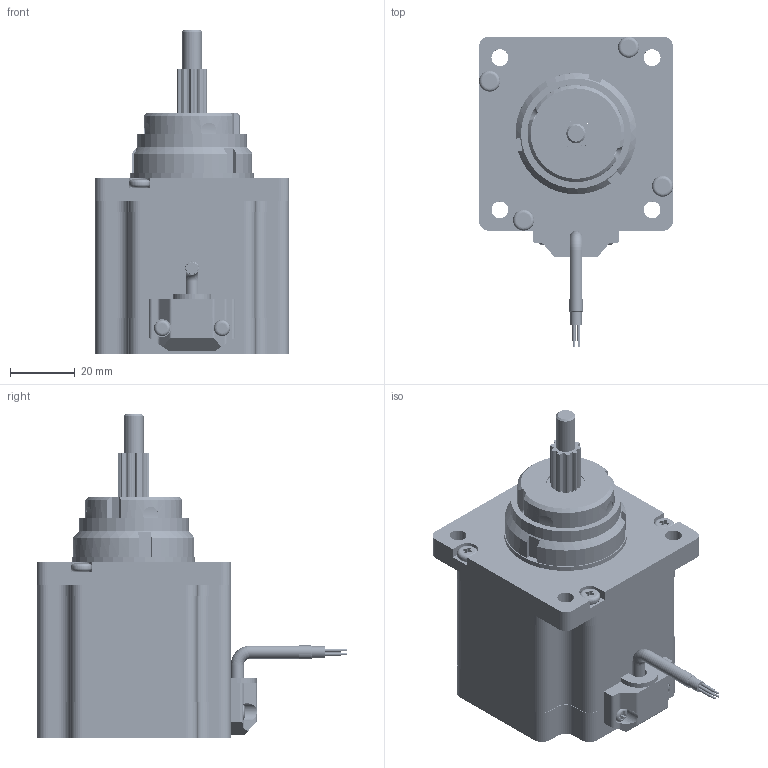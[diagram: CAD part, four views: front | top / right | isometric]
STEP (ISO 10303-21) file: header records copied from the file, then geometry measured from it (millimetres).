
FILE_DESCRIPTION (( 'STEP AP214' ), '1' );
FILE_NAME ('60NC255-T5.08-5-04-12.7-001.STEP', '2024-11-28T06:34:33', ( 'MM' ), ( 'Microsoft' ), 'SwSTEP 2.0', 'SolidWorks 2024', '' );
FILE_SCHEMA (( 'AUTOMOTIVE_DESIGN' ));
Length unit declared in the file: millimetre
Products named in the file (23): 01-60-015（60直线后盖φ30电缆线有孔）_04-60-003-1; 11-57-001（M3-6配57和86压线板）; 09-57-001（φ30Xφ17X7); 11-57-002（M3-51配57-55）; 03-60-13-17_10-60-006-6; 60NC255-T5.08-5-04-12.7-001; 01-60-001（60直线前盖φ30安装孔57）_04-57-001-1; 08-60-001（60直线电机磁钢）_07-28-001-2; 07-57-007（57固定轴卡簧）; 07-57-002（57固定轴锁紧螺母）; 07-57-003（57固定轴注塑螺母）; 13-60-15骨架_13-60-15; 14-42-002标准电缆线引出线; 07-57-009（57固定轴铝套-12.7）_08-35-006-5; 02-60-33_02-60-33; 06-57-014（贯通55电机轴）_01-57-011-1; 02-60-55直线贯通; 07-57-009（57固定轴花键-12.7）_01-57-022-3; 02-60-55直接引出线; 13-42-001（压线板）; 07-57-009（57固定轴丝杆-12.7）_03-57-004-7; 10-60-005轴套φ17H3.8; 03-60-010贯通55机身
Assembly tree (29 placements, depth 4):
  60NC255-T5.08-5-04-12.7-001
    02-60-55直线贯通
      01-60-015（60直线后盖φ30电缆线有孔）_04-60-003-1
      01-60-001（60直线前盖φ30安装孔57）_04-57-001-1
      02-60-55直接引出线
        02-60-33_02-60-33
        13-60-15骨架_13-60-15  x2
      03-60-010贯通55机身
        06-57-014（贯通55电机轴）_01-57-011-1
        03-60-13-17_10-60-006-6  x2
        08-60-001（60直线电机磁钢）_07-28-001-2
      10-60-005轴套φ17H3.8
      09-57-001（φ30Xφ17X7)  x2
      13-42-001（压线板）
      11-57-001（M3-6配57和86压线板）  x2
      11-57-002（M3-51配57-55）  x4
    07-57-009（57固定轴铝套-12.7）_08-35-006-5
    07-57-002（57固定轴锁紧螺母）
    07-57-003（57固定轴注塑螺母）
    07-57-009（57固定轴花键-12.7）_01-57-022-3
    07-57-007（57固定轴卡簧）
    07-57-009（57固定轴丝杆-12.7）_03-57-004-7
    14-42-002标准电缆线引出线
Bounding box: 60 x 96 x 100.25 mm (x, y, z)
Volume: 136820.2 mm3; surface area: 121260.1 mm2
Topology: 26 solids, 26 shells, 3861 faces, 11072 edges, 7334 vertices
Faces by surface type: cylinder 2366, plane 1341, cone 72, bspline 52, torus 30
Entity records: 102205 total; most frequent: CARTESIAN_POINT 41163, ORIENTED_EDGE 13144, DIRECTION 12606, EDGE_CURVE 6572, AXIS2_PLACEMENT_3D 4499, VERTEX_POINT 4350, LINE 3608, VECTOR 3608
